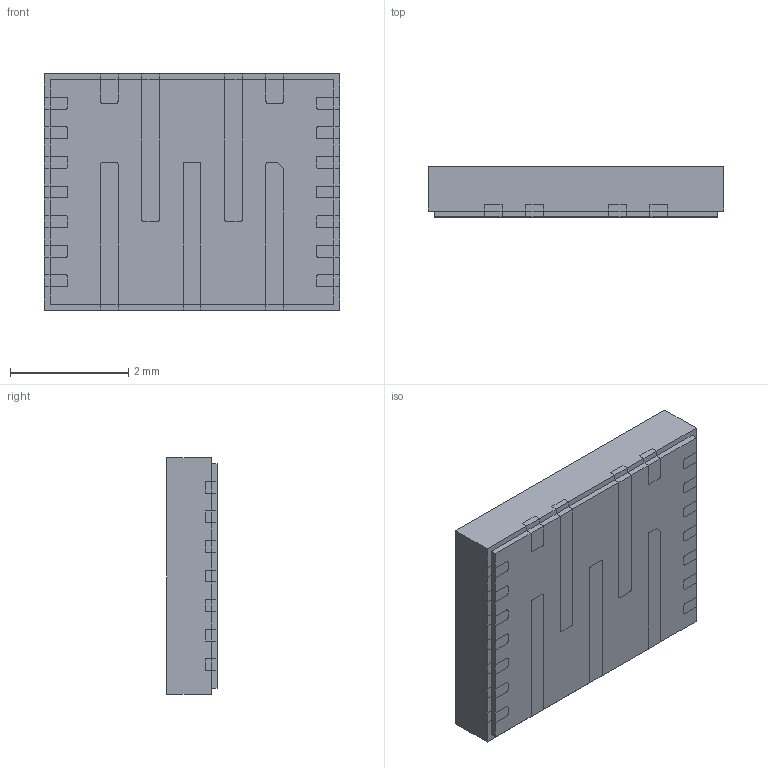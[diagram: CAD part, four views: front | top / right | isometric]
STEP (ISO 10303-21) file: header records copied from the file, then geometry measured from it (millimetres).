
FILE_DESCRIPTION(/* description */ ('Unknown'),/* implementation_level */ '2;1');
FILE_NAME(/* name */ 'AP72054Q.asm-1',/* time_stamp */ '2025-05-06T10:41:14+08:00',/* author */ ('Unknown'),/* organization */ ('Unknown'),/* preprocessor_version */ 'ST-DEVELOPER v18.102',/* originating_system */ 'Solid Edge',/* authorisation */ 'Unknown');
FILE_SCHEMA (('AUTOMOTIVE_DESIGN {1 0 10303 214 3 1 1}'));
Length unit declared in the file: millimetre
Products named in the file (3): AP72054Q.asm-1; LDF; COMPOUND
Assembly tree (2 placements, depth 2):
  AP72054Q.asm-1
    LDF
    COMPOUND
Bounding box: 5 x 0.85 x 4 mm (x, y, z)
Volume: 16.8 mm3; surface area: 81.9 mm2
Topology: 22 solids, 22 shells, 388 faces, 1032 edges, 688 vertices
Faces by surface type: plane 306, cylinder 82
Entity records: 13460 total; most frequent: CARTESIAN_POINT 2111, ORIENTED_EDGE 2064, DIRECTION 1978, EDGE_CURVE 1032, LINE 868, VECTOR 868, VERTEX_POINT 688, AXIS2_PLACEMENT_3D 555
